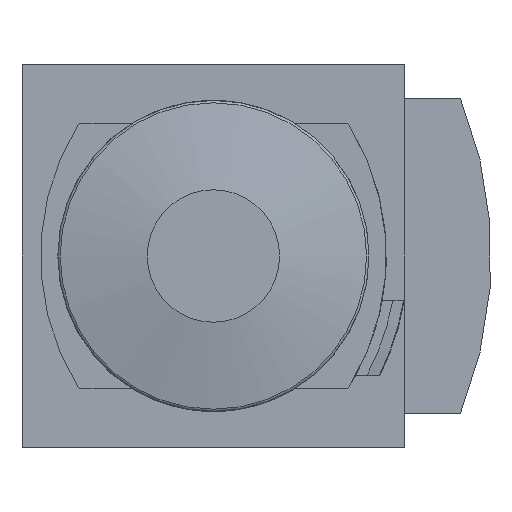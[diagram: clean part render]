
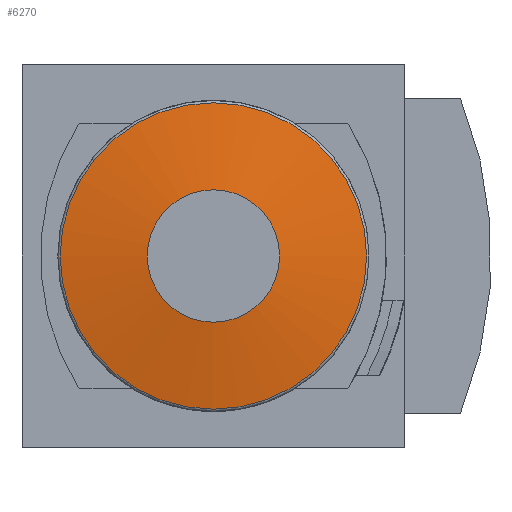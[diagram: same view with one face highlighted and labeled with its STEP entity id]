
A CAD part, front view. The second image highlights one B-rep face of the part: STEP entity #6270.
In plain terms, the highlighted spherical face has radius 108.76 mm.
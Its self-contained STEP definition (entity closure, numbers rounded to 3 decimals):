
#24=SPHERICAL_SURFACE('',#6639,108.76);
#1332=CIRCLE('',#6640,24.814);
#1333=CIRCLE('',#6641,10.724);
#2472=ORIENTED_EDGE('',*,*,#3281,.T.);
#2473=ORIENTED_EDGE('',*,*,#3282,.F.);
#3281=EDGE_CURVE('',#3753,#3753,#1332,.T.);
#3282=EDGE_CURVE('',#3754,#3754,#1333,.T.);
#3753=VERTEX_POINT('',#9269);
#3754=VERTEX_POINT('',#9271);
#4010=EDGE_LOOP('',(#2472));
#4011=EDGE_LOOP('',(#2473));
#4278=FACE_BOUND('',#4010,.T.);
#4279=FACE_BOUND('',#4011,.T.);
#6270=ADVANCED_FACE('',(#4278,#4279),#24,.T.);
#6639=AXIS2_PLACEMENT_3D('',#9267,#7823,#7824);
#6640=AXIS2_PLACEMENT_3D('',#9268,#7825,#7826);
#6641=AXIS2_PLACEMENT_3D('',#9270,#7827,#7828);
#7823=DIRECTION('',(0.,-1.,0.));
#7824=DIRECTION('',(1.,0.,0.));
#7825=DIRECTION('',(0.,-1.,0.));
#7826=DIRECTION('',(0.,0.,-1.));
#7827=DIRECTION('',(0.,-1.,0.));
#7828=DIRECTION('',(0.,0.,-1.));
#9267=CARTESIAN_POINT('',(0.,-47.77,0.));
#9268=CARTESIAN_POINT('',(0.,-153.661,0.));
#9269=CARTESIAN_POINT('',(0.,-153.661,-24.814));
#9270=CARTESIAN_POINT('',(0.,-156.,0.));
#9271=CARTESIAN_POINT('',(0.,-156.,-10.724));
